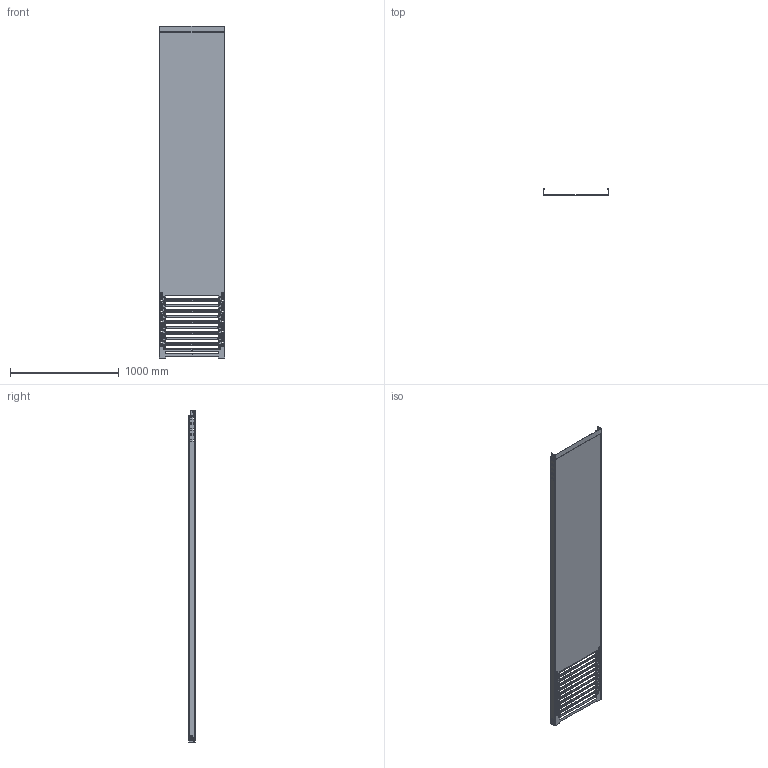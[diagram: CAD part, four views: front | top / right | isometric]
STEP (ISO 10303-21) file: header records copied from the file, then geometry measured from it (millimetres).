
FILE_DESCRIPTION (( 'STEP AP214' ), '1' );
FILE_NAME ('6059502.STEP', '2025-08-22T13:04:04', ( '' ), ( '' ), 'SwSTEP 2.0', 'SolidWorks 2024', '' );
FILE_SCHEMA (( 'AUTOMOTIVE_DESIGN' ));
Products named in the file (1): 6059502
Bounding box: 604.5 x 63.5 x 3050 mm (x, y, z)
Volume: 3171315.8 mm3; surface area: 4270881.1 mm2
Topology: 1 solids, 1 shells, 2185 faces, 5607 edges, 3474 vertices
Faces by surface type: cylinder 862, plane 729, torus 384, cone 186, bspline 20, sphere 4
Entity records: 67326 total; most frequent: DIRECTION 12401, CARTESIAN_POINT 12009, ORIENTED_EDGE 11214, EDGE_CURVE 5607, AXIS2_PLACEMENT_3D 4682, VERTEX_POINT 3474, LINE 3037, VECTOR 3037
